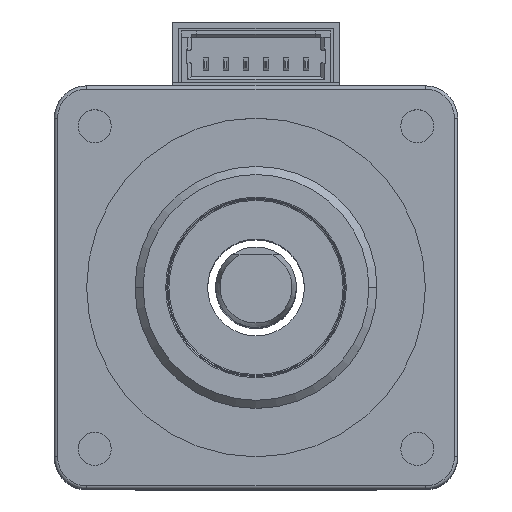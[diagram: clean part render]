
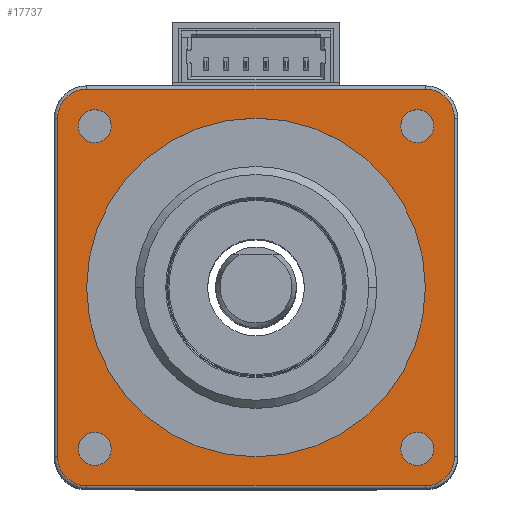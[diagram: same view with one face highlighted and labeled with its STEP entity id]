
A CAD part, top view. The second image highlights one B-rep face of the part: STEP entity #17737.
In plain terms, the highlighted planar face has unit normal (0, 0, 1).
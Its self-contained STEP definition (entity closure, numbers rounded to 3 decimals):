
#1658=CARTESIAN_POINT('',(-10.5,-10.5,7.));
#1659=DIRECTION('',(0.,0.,1.));
#1660=DIRECTION('',(-1.,0.,0.));
#1661=AXIS2_PLACEMENT_3D('',#1658,#1659,#1660);
#1663=CARTESIAN_POINT('',(-10.5,10.5,7.));
#1664=DIRECTION('',(0.,0.,1.));
#1665=DIRECTION('',(0.,1.,0.));
#1666=AXIS2_PLACEMENT_3D('',#1663,#1664,#1665);
#1668=CARTESIAN_POINT('',(10.5,10.5,7.));
#1669=DIRECTION('',(0.,0.,1.));
#1670=DIRECTION('',(1.,0.,0.));
#1671=AXIS2_PLACEMENT_3D('',#1668,#1669,#1670);
#1673=CARTESIAN_POINT('',(10.5,-10.5,7.));
#1674=DIRECTION('',(0.,0.,1.));
#1675=DIRECTION('',(0.,-1.,0.));
#1676=AXIS2_PLACEMENT_3D('',#1673,#1674,#1675);
#1678=CARTESIAN_POINT('',(10.,10.,7.));
#1679=DIRECTION('',(0.,0.,-1.));
#1680=DIRECTION('',(1.,0.,0.));
#1681=AXIS2_PLACEMENT_3D('',#1678,#1679,#1680);
#1683=CARTESIAN_POINT('',(10.,10.,7.));
#1684=DIRECTION('',(0.,0.,-1.));
#1685=DIRECTION('',(-1.,0.,0.));
#1686=AXIS2_PLACEMENT_3D('',#1683,#1684,#1685);
#1688=CARTESIAN_POINT('',(10.,-10.,7.));
#1689=DIRECTION('',(0.,0.,-1.));
#1690=DIRECTION('',(1.,0.,0.));
#1691=AXIS2_PLACEMENT_3D('',#1688,#1689,#1690);
#1693=CARTESIAN_POINT('',(10.,-10.,7.));
#1694=DIRECTION('',(0.,0.,-1.));
#1695=DIRECTION('',(-1.,0.,0.));
#1696=AXIS2_PLACEMENT_3D('',#1693,#1694,#1695);
#1698=CARTESIAN_POINT('',(-10.,-10.,7.));
#1699=DIRECTION('',(0.,0.,-1.));
#1700=DIRECTION('',(1.,0.,0.));
#1701=AXIS2_PLACEMENT_3D('',#1698,#1699,#1700);
#1703=CARTESIAN_POINT('',(-10.,-10.,7.));
#1704=DIRECTION('',(0.,0.,-1.));
#1705=DIRECTION('',(-1.,0.,0.));
#1706=AXIS2_PLACEMENT_3D('',#1703,#1704,#1705);
#1708=CARTESIAN_POINT('',(-10.,10.,7.));
#1709=DIRECTION('',(0.,0.,-1.));
#1710=DIRECTION('',(1.,0.,0.));
#1711=AXIS2_PLACEMENT_3D('',#1708,#1709,#1710);
#1713=CARTESIAN_POINT('',(-10.,10.,7.));
#1714=DIRECTION('',(0.,0.,-1.));
#1715=DIRECTION('',(-1.,0.,0.));
#1716=AXIS2_PLACEMENT_3D('',#1713,#1714,#1715);
#1718=CARTESIAN_POINT('',(0.,0.,7.));
#1719=DIRECTION('',(0.,0.,-1.));
#1720=DIRECTION('',(1.,0.,0.));
#1721=AXIS2_PLACEMENT_3D('',#1718,#1719,#1720);
#1723=CARTESIAN_POINT('',(0.,0.,7.));
#1724=DIRECTION('',(0.,0.,-1.));
#1725=DIRECTION('',(-1.,0.,0.));
#1726=AXIS2_PLACEMENT_3D('',#1723,#1724,#1725);
#1728=DIRECTION('',(1.,0.,0.));
#1729=VECTOR('',#1728,21.);
#1730=CARTESIAN_POINT('',(-10.5,-12.3,7.));
#1731=LINE('',#1730,#1729);
#1751=DIRECTION('',(0.,-1.,0.));
#1752=VECTOR('',#1751,21.);
#1753=CARTESIAN_POINT('',(-12.3,10.5,7.));
#1754=LINE('',#1753,#1752);
#1778=DIRECTION('',(-1.,0.,0.));
#1779=VECTOR('',#1778,21.);
#1780=CARTESIAN_POINT('',(10.5,12.3,7.));
#1781=LINE('',#1780,#1779);
#10172=DIRECTION('',(0.,1.,0.));
#10173=VECTOR('',#10172,21.);
#10174=CARTESIAN_POINT('',(12.3,-10.5,7.));
#10175=LINE('',#10174,#10173);
#13973=CARTESIAN_POINT('',(-10.5,12.3,7.));
#13974=VERTEX_POINT('',#13973);
#13975=CARTESIAN_POINT('',(-12.3,10.5,7.));
#13976=VERTEX_POINT('',#13975);
#13977=CARTESIAN_POINT('',(10.5,12.3,7.));
#13978=VERTEX_POINT('',#13977);
#13979=CARTESIAN_POINT('',(12.3,10.5,7.));
#13980=VERTEX_POINT('',#13979);
#13981=CARTESIAN_POINT('',(12.3,-10.5,7.));
#13982=VERTEX_POINT('',#13981);
#13983=CARTESIAN_POINT('',(10.5,-12.3,7.));
#13984=VERTEX_POINT('',#13983);
#13985=CARTESIAN_POINT('',(-10.5,-12.3,7.));
#13986=VERTEX_POINT('',#13985);
#13987=CARTESIAN_POINT('',(-12.3,-10.5,7.));
#13988=VERTEX_POINT('',#13987);
#13989=CARTESIAN_POINT('',(11.025,10.,7.));
#13990=CARTESIAN_POINT('',(8.975,10.,7.));
#13991=VERTEX_POINT('',#13989);
#13992=VERTEX_POINT('',#13990);
#13993=CARTESIAN_POINT('',(11.025,-10.,7.));
#13994=CARTESIAN_POINT('',(8.975,-10.,7.));
#13995=VERTEX_POINT('',#13993);
#13996=VERTEX_POINT('',#13994);
#13997=CARTESIAN_POINT('',(-8.975,-10.,7.));
#13998=CARTESIAN_POINT('',(-11.025,-10.,7.));
#13999=VERTEX_POINT('',#13997);
#14000=VERTEX_POINT('',#13998);
#14001=CARTESIAN_POINT('',(-8.975,10.,7.));
#14002=CARTESIAN_POINT('',(-11.025,10.,7.));
#14003=VERTEX_POINT('',#14001);
#14004=VERTEX_POINT('',#14002);
#14005=CARTESIAN_POINT('',(10.5,0.,7.));
#14006=CARTESIAN_POINT('',(-10.5,0.,7.));
#14007=VERTEX_POINT('',#14005);
#14008=VERTEX_POINT('',#14006);
#17685=CARTESIAN_POINT('',(0.,0.,7.));
#17686=DIRECTION('',(0.,0.,1.));
#17687=DIRECTION('',(-1.,0.,0.));
#17688=AXIS2_PLACEMENT_3D('',#17685,#17686,#17687);
#17689=PLANE('',#17688);
#17691=ORIENTED_EDGE('',*,*,#17690,.F.);
#17693=ORIENTED_EDGE('',*,*,#17692,.F.);
#17695=ORIENTED_EDGE('',*,*,#17694,.F.);
#17697=ORIENTED_EDGE('',*,*,#17696,.F.);
#17699=ORIENTED_EDGE('',*,*,#17698,.F.);
#17701=ORIENTED_EDGE('',*,*,#17700,.F.);
#17703=ORIENTED_EDGE('',*,*,#17702,.F.);
#17705=ORIENTED_EDGE('',*,*,#17704,.F.);
#17706=EDGE_LOOP('',(#17691,#17693,#17695,#17697,#17699,#17701,#17703,#17705));
#17707=FACE_OUTER_BOUND('',#17706,.F.);
#17709=ORIENTED_EDGE('',*,*,#17708,.F.);
#17711=ORIENTED_EDGE('',*,*,#17710,.F.);
#17712=EDGE_LOOP('',(#17709,#17711));
#17713=FACE_BOUND('',#17712,.F.);
#17715=ORIENTED_EDGE('',*,*,#17714,.F.);
#17717=ORIENTED_EDGE('',*,*,#17716,.F.);
#17718=EDGE_LOOP('',(#17715,#17717));
#17719=FACE_BOUND('',#17718,.F.);
#17721=ORIENTED_EDGE('',*,*,#17720,.F.);
#17723=ORIENTED_EDGE('',*,*,#17722,.F.);
#17724=EDGE_LOOP('',(#17721,#17723));
#17725=FACE_BOUND('',#17724,.F.);
#17727=ORIENTED_EDGE('',*,*,#17726,.F.);
#17729=ORIENTED_EDGE('',*,*,#17728,.F.);
#17730=EDGE_LOOP('',(#17727,#17729));
#17731=FACE_BOUND('',#17730,.F.);
#17733=ORIENTED_EDGE('',*,*,#17732,.F.);
#17734=ORIENTED_EDGE('',*,*,#17675,.F.);
#17735=EDGE_LOOP('',(#17733,#17734));
#17736=FACE_BOUND('',#17735,.F.);
#17737=ADVANCED_FACE('',(#17707,#17713,#17719,#17725,#17731,#17736),#17689,.T.);
#1662=CIRCLE('',#1661,1.8);
#1667=CIRCLE('',#1666,1.8);
#1672=CIRCLE('',#1671,1.8);
#1677=CIRCLE('',#1676,1.8);
#1682=CIRCLE('',#1681,1.025);
#1687=CIRCLE('',#1686,1.025);
#1692=CIRCLE('',#1691,1.025);
#1697=CIRCLE('',#1696,1.025);
#1702=CIRCLE('',#1701,1.025);
#1707=CIRCLE('',#1706,1.025);
#1712=CIRCLE('',#1711,1.025);
#1717=CIRCLE('',#1716,1.025);
#1722=CIRCLE('',#1721,10.5);
#1727=CIRCLE('',#1726,10.5);
#17675=EDGE_CURVE('',#14008,#14007,#1727,.T.);
#17690=EDGE_CURVE('',#13986,#13984,#1731,.T.);
#17692=EDGE_CURVE('',#13988,#13986,#1662,.T.);
#17694=EDGE_CURVE('',#13976,#13988,#1754,.T.);
#17696=EDGE_CURVE('',#13974,#13976,#1667,.T.);
#17698=EDGE_CURVE('',#13978,#13974,#1781,.T.);
#17700=EDGE_CURVE('',#13980,#13978,#1672,.T.);
#17702=EDGE_CURVE('',#13982,#13980,#10175,.T.);
#17704=EDGE_CURVE('',#13984,#13982,#1677,.T.);
#17708=EDGE_CURVE('',#13991,#13992,#1682,.T.);
#17710=EDGE_CURVE('',#13992,#13991,#1687,.T.);
#17714=EDGE_CURVE('',#13995,#13996,#1692,.T.);
#17716=EDGE_CURVE('',#13996,#13995,#1697,.T.);
#17720=EDGE_CURVE('',#13999,#14000,#1702,.T.);
#17722=EDGE_CURVE('',#14000,#13999,#1707,.T.);
#17726=EDGE_CURVE('',#14003,#14004,#1712,.T.);
#17728=EDGE_CURVE('',#14004,#14003,#1717,.T.);
#17732=EDGE_CURVE('',#14007,#14008,#1722,.T.);
